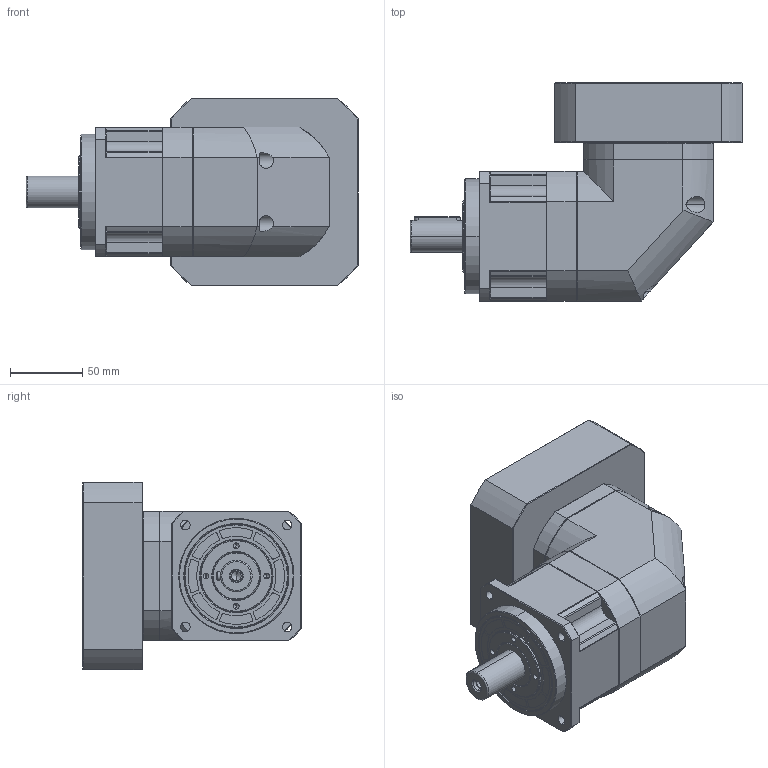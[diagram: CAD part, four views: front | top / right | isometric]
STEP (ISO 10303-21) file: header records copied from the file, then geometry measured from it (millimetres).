
FILE_DESCRIPTION((''),'2;1');
FILE_NAME('TMR090-L1-S2-P2-F-0008_ASM','2024-06-11T12:33:25',('mayn'),(''),'CREO PARAMETRIC BY PTC INC, 2020053','CREO PARAMETRIC BY PTC INC, 2020053','');
FILE_SCHEMA(('CONFIG_CONTROL_DESIGN'));
Length unit declared in the file: millimetre
Products named in the file (20): HEXAGON_SOCKET_HEAD_CAP_S-14123; 40X50X500_1; HEXAGON_SOCKET_HEAD_CAP_S-14176; TMR900003_1; SPRING_LOCK_WASHERS--NORMA-3731; HEXAGON_SOCKET_HEAD_CAP_SC-3688; SPRING_LOCK_WASHERS--NORM-14072; TM90_D110-M8-145F10001_1; TMR90220001_1; 500_1; __10001_1; _TM900001_ASM_1_ASM; TMR900004_1; ABR900003_1; HEX_SOCKET_SET_SCREWS_WITH_FLAT; TMR900002_1; HEXAGON_SOCKET_HEAD_CAP_S-24545; TMR90L1-110-22-45-0001_ASM_1_ASM; TMR90L1-110-22-60-0001_ASM_1_ASM; TMR090-L1-S2-P2-F-0008_ASM
Assembly tree (45 placements, depth 5):
  TMR090-L1-S2-P2-F-0008_ASM
    TMR90L1-110-22-60-0001_ASM_1_ASM
      TMR90L1-110-22-45-0001_ASM_1_ASM
        HEXAGON_SOCKET_HEAD_CAP_S-14123  x3
        40X50X500_1
        HEXAGON_SOCKET_HEAD_CAP_S-14176  x6
        TMR900003_1
        SPRING_LOCK_WASHERS--NORMA-3731  x4
        HEXAGON_SOCKET_HEAD_CAP_SC-3688  x6
        SPRING_LOCK_WASHERS--NORM-14072  x12
        TM90_D110-M8-145F10001_1
        TMR90220001_1
        _TM900001_ASM_1_ASM
          500_1
          __10001_1
        TMR900004_1
        ABR900003_1
        HEX_SOCKET_SET_SCREWS_WITH_FLAT
        TMR900002_1
        HEXAGON_SOCKET_HEAD_CAP_S-24545
Bounding box: 230.5 x 151.5 x 130 mm (x, y, z)
Volume: 1639966.1 mm3; surface area: 246659.2 mm2
Topology: 42 solids, 46 shells, 1268 faces, 3173 edges, 2015 vertices
Faces by surface type: cylinder 542, plane 509, cone 169, torus 48
Entity records: 27198 total; most frequent: CARTESIAN_POINT 5314, DIRECTION 4966, ORIENTED_EDGE 4254, EDGE_CURVE 2135, AXIS2_PLACEMENT_3D 2026, VERTEX_POINT 1395, CIRCLE 1087, EDGE_LOOP 968
